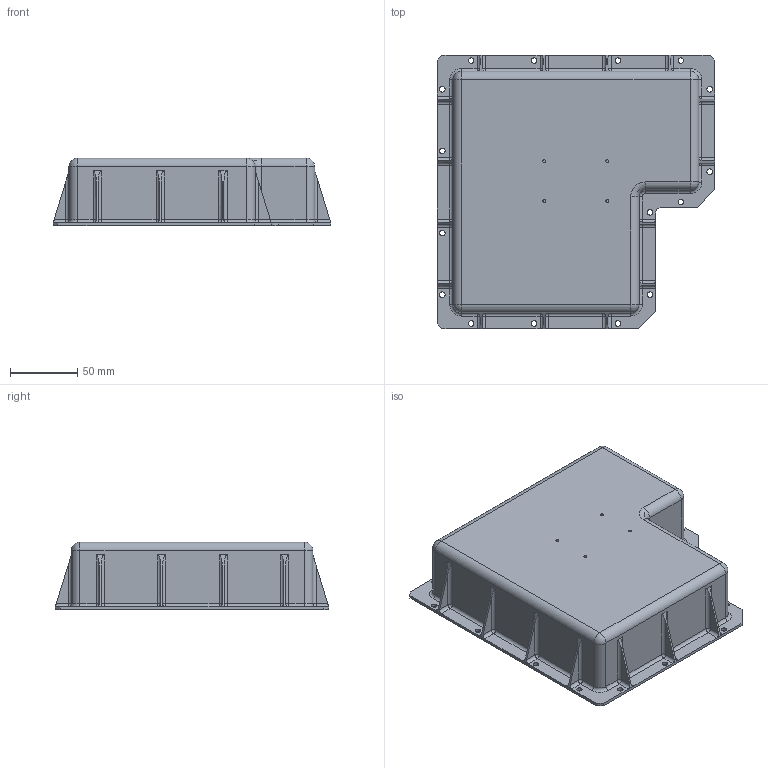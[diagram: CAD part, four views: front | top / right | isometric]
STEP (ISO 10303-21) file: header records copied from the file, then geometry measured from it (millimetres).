
FILE_DESCRIPTION (( 'STEP AP203' ), '1' );
FILE_NAME ('2004900A.stp', '2021-01-04T17:06:18', ( '' ), ( '' ), 'SwSTEP 2.0', 'SolidWorks 2019', '' );
FILE_SCHEMA (( 'CONFIG_CONTROL_DESIGN' ));
Length unit declared in the file: inch
Products named in the file (1): 2004900A
Bounding box: 206.35 x 203.2 x 50.42 mm (x, y, z)
Volume: 133032.5 mm3; surface area: 153539.2 mm2
Topology: 1 solids, 1 shells, 406 faces, 1050 edges, 606 vertices
Faces by surface type: cylinder 217, plane 136, sphere 46, torus 7
Entity records: 12212 total; most frequent: CARTESIAN_POINT 2613, ORIENTED_EDGE 2008, DIRECTION 1995, EDGE_CURVE 1004, AXIS2_PLACEMENT_3D 712, VERTEX_POINT 606, LINE 571, VECTOR 571
